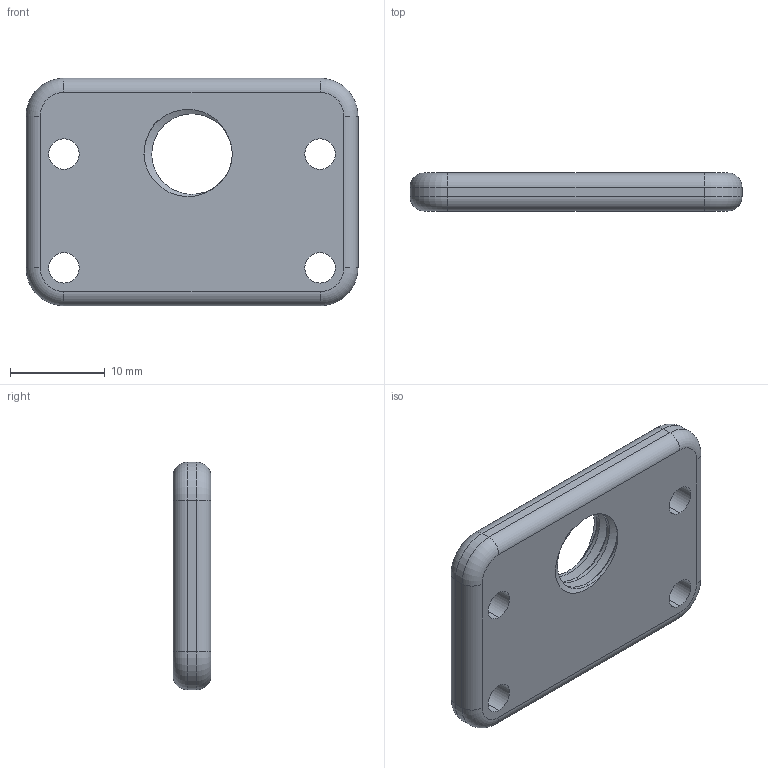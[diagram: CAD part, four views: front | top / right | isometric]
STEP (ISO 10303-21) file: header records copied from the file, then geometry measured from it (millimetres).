
FILE_DESCRIPTION (( 'STEP AP214' ), '1' );
FILE_NAME ('ptfeConnectHolderBack.STEP', '2025-05-16T22:39:50', ( '' ), ( '' ), 'SwSTEP 2.0', 'SolidWorks 2024', '' );
FILE_SCHEMA (( 'AUTOMOTIVE_DESIGN' ));
Length unit declared in the file: millimetre
Products named in the file (1): ptfeConnectHolderBack
Bounding box: 35 x 4 x 24 mm (x, y, z)
Volume: 2803.5 mm3; surface area: 2103.8 mm2
Topology: 1 solids, 1 shells, 45 faces, 113 edges, 70 vertices
Faces by surface type: cylinder 27, torus 8, plane 7, bspline 3
Entity records: 3206 total; most frequent: CARTESIAN_POINT 1613, DIRECTION 227, ORIENTED_EDGE 226, EDGE_CURVE 113, AXIS2_PLACEMENT_3D 94, VERTEX_POINT 70, EDGE_LOOP 55, CIRCLE 51
